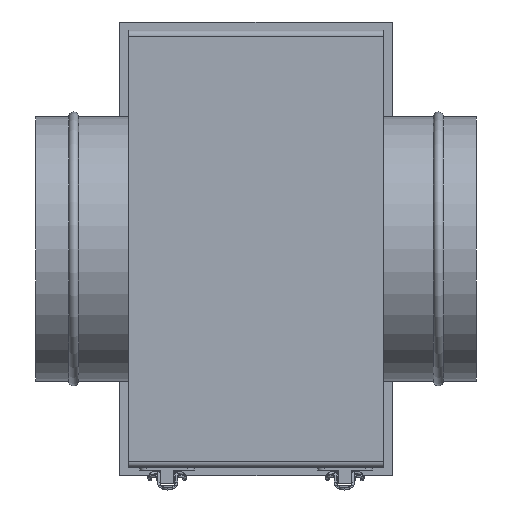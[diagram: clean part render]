
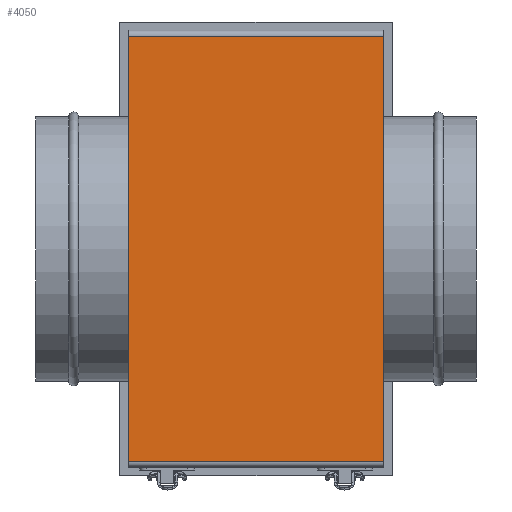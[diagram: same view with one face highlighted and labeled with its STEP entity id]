
A CAD part, front view. The second image highlights one B-rep face of the part: STEP entity #4050.
In plain terms, the highlighted planar face has unit normal (0, -1, 0).
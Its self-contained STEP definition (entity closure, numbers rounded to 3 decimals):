
#230 = CARTESIAN_POINT ( 'NONE',  ( -77.5, 0., 261.263 ) ) ;
#231 = CARTESIAN_POINT ( 'NONE',  ( 77.5, 0., 261.263 ) ) ;
#232 = DIRECTION ( 'NONE',  ( -1., 0., 0. ) ) ;
#233 = VECTOR ( 'NONE', #232, 1000. ) ;
#234 = CARTESIAN_POINT ( 'NONE',  ( 77.5, 0., 261.263 ) ) ;
#235 = LINE ( 'NONE', #234, #233 ) ;
#274 = CARTESIAN_POINT ( 'NONE',  ( 77.5, 0., 3.737 ) ) ;
#318 = DIRECTION ( 'NONE',  ( 0., 0., 1. ) ) ;
#319 = VECTOR ( 'NONE', #318, 1000. ) ;
#320 = CARTESIAN_POINT ( 'NONE',  ( 77.5, 0., 265. ) ) ;
#321 = LINE ( 'NONE', #320, #319 ) ;
#396 = DIRECTION ( 'NONE',  ( 0., 0., -1. ) ) ;
#397 = VECTOR ( 'NONE', #396, 1000. ) ;
#398 = CARTESIAN_POINT ( 'NONE',  ( -77.5, 0., 265. ) ) ;
#399 = DIRECTION ( 'NONE',  ( 0., 0., 1. ) ) ;
#400 = DIRECTION ( 'NONE',  ( 0., 1., 0. ) ) ;
#401 = CARTESIAN_POINT ( 'NONE',  ( -77.5, 0., 265. ) ) ;
#402 = AXIS2_PLACEMENT_3D ( 'NONE', #401, #400, #399 ) ;
#403 = PLANE ( 'NONE',  #402 ) ;
#404 = LINE ( 'NONE', #398, #397 ) ;
#405 = FACE_OUTER_BOUND ( 'NONE', #4051, .T. ) ;
#1619 = EDGE_CURVE ( 'NONE', #3967, #1681, #4869, .T. ) ;
#1681 = VERTEX_POINT ( 'NONE', #4971 ) ;
#3923 = EDGE_CURVE ( 'NONE', #3924, #3925, #235, .T. ) ;
#3924 = VERTEX_POINT ( 'NONE', #231 ) ;
#3925 = VERTEX_POINT ( 'NONE', #230 ) ;
#3967 = VERTEX_POINT ( 'NONE', #274 ) ;
#3977 = ORIENTED_EDGE ( 'NONE', *, *, #1619, .F. ) ;
#3978 = ORIENTED_EDGE ( 'NONE', *, *, #3979, .T. ) ;
#3979 = EDGE_CURVE ( 'NONE', #3967, #3924, #321, .T. ) ;
#4050 = ADVANCED_FACE ( 'NONE', ( #405 ), #403, .F. ) ;
#4051 = EDGE_LOOP ( 'NONE', ( #4052, #4053, #3977, #3978 ) ) ;
#4052 = ORIENTED_EDGE ( 'NONE', *, *, #3923, .T. ) ;
#4053 = ORIENTED_EDGE ( 'NONE', *, *, #4054, .T. ) ;
#4054 = EDGE_CURVE ( 'NONE', #3925, #1681, #404, .T. ) ;
#4866 = DIRECTION ( 'NONE',  ( -1., 0., 0. ) ) ;
#4867 = VECTOR ( 'NONE', #4866, 1000. ) ;
#4868 = CARTESIAN_POINT ( 'NONE',  ( -77.5, 0., 3.737 ) ) ;
#4869 = LINE ( 'NONE', #4868, #4867 ) ;
#4971 = CARTESIAN_POINT ( 'NONE',  ( -77.5, 0., 3.737 ) ) ;
